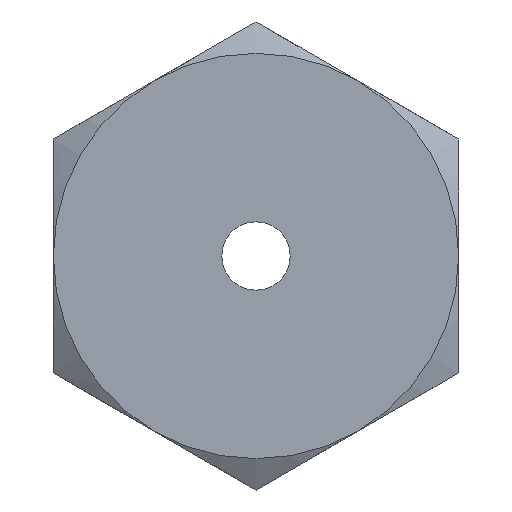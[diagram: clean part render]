
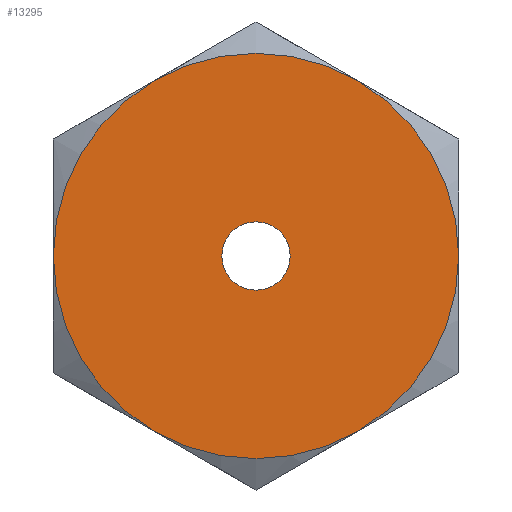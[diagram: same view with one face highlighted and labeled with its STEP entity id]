
A CAD part, left-side view. The second image highlights one B-rep face of the part: STEP entity #13295.
In plain terms, the highlighted planar face has unit normal (-1, 0, 0).
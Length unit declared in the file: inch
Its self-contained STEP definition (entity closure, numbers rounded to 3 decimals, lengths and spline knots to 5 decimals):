
#6260=CARTESIAN_POINT('',(-0.11,0.07713,
-0.13358));
#6274=CARTESIAN_POINT('',(-0.11,0.15425,
0.));
#6300=CARTESIAN_POINT('',(-0.11,0.07712,
0.13358));
#6314=CARTESIAN_POINT('',(-0.11,0.,0.));
#6315=DIRECTION('',(-1.,0.,0.));
#6316=DIRECTION('',(0.,1.,0.));
#6317=AXIS2_PLACEMENT_3D('',#6314,#6315,#6316);
#6319=CARTESIAN_POINT('',(-0.11,0.,0.));
#6320=DIRECTION('',(-1.,0.,0.));
#6321=DIRECTION('',(0.,0.5,0.866));
#6322=AXIS2_PLACEMENT_3D('',#6319,#6320,#6321);
#6324=CARTESIAN_POINT('',(-0.11,0.,0.));
#6325=DIRECTION('',(-1.,0.,0.));
#6326=DIRECTION('',(0.,-0.5,0.866));
#6327=AXIS2_PLACEMENT_3D('',#6324,#6325,#6326);
#6329=CARTESIAN_POINT('',(-0.11,0.,0.));
#6330=DIRECTION('',(-1.,0.,0.));
#6331=DIRECTION('',(0.,-1.,0.));
#6332=AXIS2_PLACEMENT_3D('',#6329,#6330,#6331);
#6334=CARTESIAN_POINT('',(-0.11,0.,0.));
#6335=DIRECTION('',(-1.,0.,0.));
#6336=DIRECTION('',(0.,-0.5,-0.866));
#6337=AXIS2_PLACEMENT_3D('',#6334,#6335,#6336);
#6339=CARTESIAN_POINT('',(-0.11,0.,0.));
#6340=DIRECTION('',(-1.,0.,0.));
#6341=DIRECTION('',(0.,0.5,-0.866));
#6342=AXIS2_PLACEMENT_3D('',#6339,#6340,#6341);
#6344=CARTESIAN_POINT('',(-0.11,0.,0.));
#6345=DIRECTION('',(1.,0.,0.));
#6346=DIRECTION('',(0.,-1.,0.));
#6347=AXIS2_PLACEMENT_3D('',#6344,#6345,#6346);
#6349=CARTESIAN_POINT('',(-0.11,0.,0.));
#6350=DIRECTION('',(1.,0.,0.));
#6351=DIRECTION('',(0.,1.,0.));
#6352=AXIS2_PLACEMENT_3D('',#6349,#6350,#6351);
#6368=CARTESIAN_POINT('',(-0.11,-0.07713,
0.13358));
#6388=CARTESIAN_POINT('',(-0.11,-0.15425,
0.));
#6408=CARTESIAN_POINT('',(-0.11,-0.07712,
-0.13358));
#6743=VERTEX_POINT('',#6260);
#6745=VERTEX_POINT('',#6274);
#6748=VERTEX_POINT('',#6300);
#6750=VERTEX_POINT('',#6368);
#6752=VERTEX_POINT('',#6388);
#6753=VERTEX_POINT('',#6408);
#6760=CARTESIAN_POINT('',(-0.11,-0.026,0.));
#6761=CARTESIAN_POINT('',(-0.11,0.026,0.));
#6762=VERTEX_POINT('',#6760);
#6763=VERTEX_POINT('',#6761);
#13276=CARTESIAN_POINT('',(-0.11,0.,0.));
#13277=DIRECTION('',(1.,0.,0.));
#13278=DIRECTION('',(0.,1.,0.));
#13279=AXIS2_PLACEMENT_3D('',#13276,#13277,#13278);
#13280=PLANE('',#13279);
#13281=ORIENTED_EDGE('',*,*,#13174,.F.);
#13282=ORIENTED_EDGE('',*,*,#13244,.F.);
#13283=ORIENTED_EDGE('',*,*,#13257,.F.);
#13284=ORIENTED_EDGE('',*,*,#13271,.F.);
#13285=ORIENTED_EDGE('',*,*,#13201,.F.);
#13286=ORIENTED_EDGE('',*,*,#13185,.F.);
#13287=EDGE_LOOP('',(#13281,#13282,#13283,#13284,#13285,#13286));
#13288=FACE_OUTER_BOUND('',#13287,.F.);
#13290=ORIENTED_EDGE('',*,*,#13289,.F.);
#13292=ORIENTED_EDGE('',*,*,#13291,.F.);
#13293=EDGE_LOOP('',(#13290,#13292));
#13294=FACE_BOUND('',#13293,.F.);
#6318=CIRCLE('',#6317,0.15425);
#6323=CIRCLE('',#6322,0.15425);
#6328=CIRCLE('',#6327,0.15425);
#6333=CIRCLE('',#6332,0.15425);
#6338=CIRCLE('',#6337,0.15425);
#6343=CIRCLE('',#6342,0.15425);
#6348=CIRCLE('',#6347,0.026);
#6353=CIRCLE('',#6352,0.026);
#13174=EDGE_CURVE('',#6745,#6743,#6318,.T.);
#13185=EDGE_CURVE('',#6743,#6753,#6343,.T.);
#13201=EDGE_CURVE('',#6753,#6752,#6338,.T.);
#13244=EDGE_CURVE('',#6748,#6745,#6323,.T.);
#13257=EDGE_CURVE('',#6750,#6748,#6328,.T.);
#13271=EDGE_CURVE('',#6752,#6750,#6333,.T.);
#13289=EDGE_CURVE('',#6762,#6763,#6348,.T.);
#13291=EDGE_CURVE('',#6763,#6762,#6353,.T.);
#13295=ADVANCED_FACE('',(#13288,#13294),#13280,.F.);
